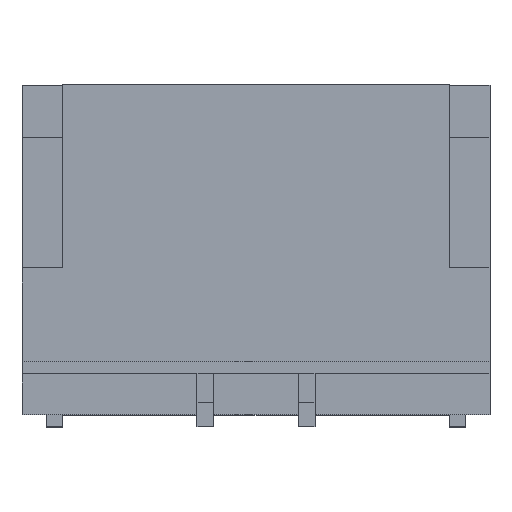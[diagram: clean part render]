
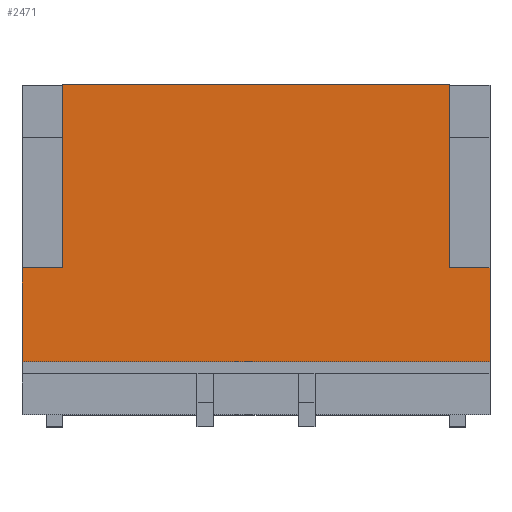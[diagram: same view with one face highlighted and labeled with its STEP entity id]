
A CAD part, top view. The second image highlights one B-rep face of the part: STEP entity #2471.
In plain terms, the highlighted planar face has unit normal (0, 0, 1).
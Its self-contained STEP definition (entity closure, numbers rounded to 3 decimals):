
#147 = ORIENTED_EDGE ( 'NONE', *, *, #269, .F. ) ;
#165 = DIRECTION ( 'NONE',  ( 0., 1., 0. ) ) ;
#204 = VERTEX_POINT ( 'NONE', #1516 ) ;
#206 = DIRECTION ( 'NONE',  ( 0., 0., -1. ) ) ;
#215 = DIRECTION ( 'NONE',  ( 0., 1., 0. ) ) ;
#253 = AXIS2_PLACEMENT_3D ( 'NONE', #850, #206, #1291 ) ;
#260 = ORIENTED_EDGE ( 'NONE', *, *, #492, .F. ) ;
#269 = EDGE_CURVE ( 'NONE', #297, #1126, #2453, .T. ) ;
#290 = DIRECTION ( 'NONE',  ( 1., 0., 0. ) ) ;
#297 = VERTEX_POINT ( 'NONE', #2891 ) ;
#314 = VECTOR ( 'NONE', #290, 1000. ) ;
#404 = CARTESIAN_POINT ( 'NONE',  ( 0., 3.875, 3.725 ) ) ;
#476 = ORIENTED_EDGE ( 'NONE', *, *, #1635, .F. ) ;
#487 = CARTESIAN_POINT ( 'NONE',  ( 0., 1.625, 3.725 ) ) ;
#492 = EDGE_CURVE ( 'NONE', #1126, #1053, #1259, .T. ) ;
#584 = VERTEX_POINT ( 'NONE', #2781 ) ;
#616 = ORIENTED_EDGE ( 'NONE', *, *, #2205, .F. ) ;
#635 = LINE ( 'NONE', #2629, #2451 ) ;
#813 = EDGE_CURVE ( 'NONE', #1475, #204, #2344, .T. ) ;
#850 = CARTESIAN_POINT ( 'NONE',  ( 0., 3.875, 3.725 ) ) ;
#888 = VECTOR ( 'NONE', #1501, 1000. ) ;
#927 = DIRECTION ( 'NONE',  ( 0., 1., 0. ) ) ;
#951 = EDGE_CURVE ( 'NONE', #1053, #584, #964, .T. ) ;
#964 = LINE ( 'NONE', #1179, #2510 ) ;
#987 = VECTOR ( 'NONE', #2685, 1000. ) ;
#1053 = VERTEX_POINT ( 'NONE', #2311 ) ;
#1062 = LINE ( 'NONE', #1294, #888 ) ;
#1126 = VERTEX_POINT ( 'NONE', #2072 ) ;
#1148 = VECTOR ( 'NONE', #165, 1000. ) ;
#1179 = CARTESIAN_POINT ( 'NONE',  ( -5.25, 3.875, 3.725 ) ) ;
#1212 = VERTEX_POINT ( 'NONE', #2479 ) ;
#1231 = CARTESIAN_POINT ( 'NONE',  ( -5.25, 1.625, 3.725 ) ) ;
#1259 = LINE ( 'NONE', #1231, #314 ) ;
#1291 = DIRECTION ( 'NONE',  ( 0., 1., 0. ) ) ;
#1294 = CARTESIAN_POINT ( 'NONE',  ( 0., 3.875, 3.725 ) ) ;
#1360 = CARTESIAN_POINT ( 'NONE',  ( -0.5, 3.875, 3.725 ) ) ;
#1436 = CARTESIAN_POINT ( 'NONE',  ( 0., 0.475, 3.725 ) ) ;
#1474 = FACE_OUTER_BOUND ( 'NONE', #2465, .T. ) ;
#1475 = VERTEX_POINT ( 'NONE', #1436 ) ;
#1501 = DIRECTION ( 'NONE',  ( 1., 0., 0. ) ) ;
#1516 = CARTESIAN_POINT ( 'NONE',  ( 0., 1.625, 3.725 ) ) ;
#1568 = EDGE_CURVE ( 'NONE', #1475, #297, #635, .T. ) ;
#1635 = EDGE_CURVE ( 'NONE', #584, #2739, #1062, .T. ) ;
#1725 = ORIENTED_EDGE ( 'NONE', *, *, #1568, .F. ) ;
#1801 = CARTESIAN_POINT ( 'NONE',  ( -5.75, 3.875, 3.725 ) ) ;
#1828 = EDGE_CURVE ( 'NONE', #1212, #2739, #2292, .T. ) ;
#1857 = CARTESIAN_POINT ( 'NONE',  ( -0.5, 3.875, 3.725 ) ) ;
#1982 = ORIENTED_EDGE ( 'NONE', *, *, #813, .T. ) ;
#2061 = DIRECTION ( 'NONE',  ( 1., 0., 0. ) ) ;
#2072 = CARTESIAN_POINT ( 'NONE',  ( -5.75, 1.625, 3.725 ) ) ;
#2205 = EDGE_CURVE ( 'NONE', #1212, #204, #2631, .T. ) ;
#2283 = ORIENTED_EDGE ( 'NONE', *, *, #951, .F. ) ;
#2292 = LINE ( 'NONE', #1360, #987 ) ;
#2311 = CARTESIAN_POINT ( 'NONE',  ( -5.25, 1.625, 3.725 ) ) ;
#2344 = LINE ( 'NONE', #404, #1148 ) ;
#2397 = DIRECTION ( 'NONE',  ( -1., 0., 0. ) ) ;
#2420 = PLANE ( 'NONE',  #253 ) ;
#2451 = VECTOR ( 'NONE', #2397, 1000. ) ;
#2453 = LINE ( 'NONE', #1801, #2593 ) ;
#2465 = EDGE_LOOP ( 'NONE', ( #147, #1725, #1982, #616, #2486, #476, #2283, #260 ) ) ;
#2471 = ADVANCED_FACE ( 'NONE', ( #1474 ), #2420, .F. ) ;
#2479 = CARTESIAN_POINT ( 'NONE',  ( -0.5, 1.625, 3.725 ) ) ;
#2486 = ORIENTED_EDGE ( 'NONE', *, *, #1828, .T. ) ;
#2510 = VECTOR ( 'NONE', #927, 1000. ) ;
#2593 = VECTOR ( 'NONE', #215, 1000. ) ;
#2629 = CARTESIAN_POINT ( 'NONE',  ( 0., 0.475, 3.725 ) ) ;
#2631 = LINE ( 'NONE', #487, #2701 ) ;
#2685 = DIRECTION ( 'NONE',  ( 0., 1., 0. ) ) ;
#2701 = VECTOR ( 'NONE', #2061, 1000. ) ;
#2739 = VERTEX_POINT ( 'NONE', #1857 ) ;
#2781 = CARTESIAN_POINT ( 'NONE',  ( -5.25, 3.875, 3.725 ) ) ;
#2891 = CARTESIAN_POINT ( 'NONE',  ( -5.75, 0.475, 3.725 ) ) ;
